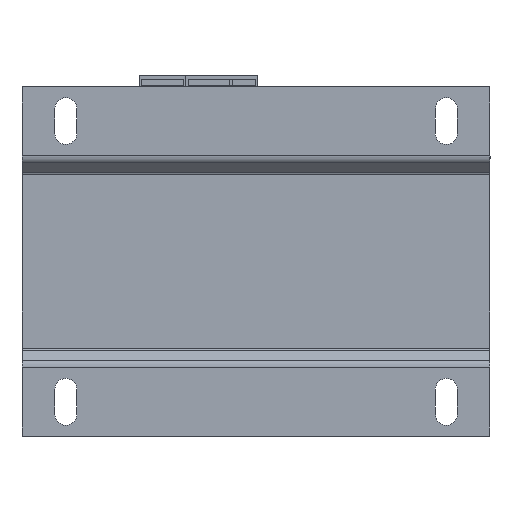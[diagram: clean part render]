
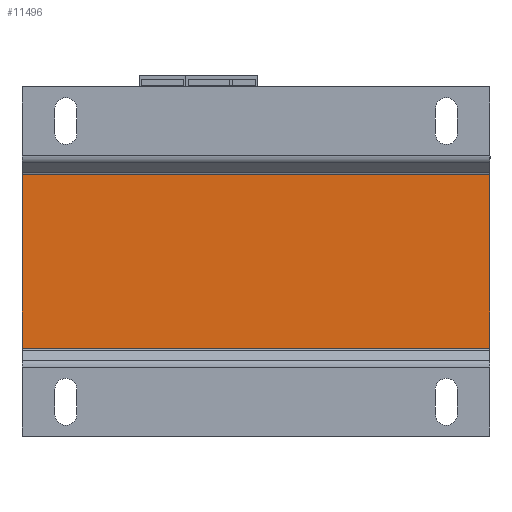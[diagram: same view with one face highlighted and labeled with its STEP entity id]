
A CAD part, front view. The second image highlights one B-rep face of the part: STEP entity #11496.
In plain terms, the highlighted planar face has unit normal (0, -1, 0).
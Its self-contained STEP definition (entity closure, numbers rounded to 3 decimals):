
#1644 = DIRECTION ( 'NONE',  ( -1., 0., 0. ) ) ;
#2310 = LINE ( 'NONE', #16311, #5867 ) ;
#2659 = CARTESIAN_POINT ( 'NONE',  ( 0., -64.5, 27.757 ) ) ;
#2774 = VECTOR ( 'NONE', #6330, 1000. ) ;
#2798 = VERTEX_POINT ( 'NONE', #17756 ) ;
#3376 = VERTEX_POINT ( 'NONE', #15064 ) ;
#3573 = ORIENTED_EDGE ( 'NONE', *, *, #12749, .F. ) ;
#3590 = LINE ( 'NONE', #2659, #7385 ) ;
#3599 = EDGE_LOOP ( 'NONE', ( #14509, #16490, #17531, #3573 ) ) ;
#5569 = DIRECTION ( 'NONE',  ( 1., 0., 0. ) ) ;
#5867 = VECTOR ( 'NONE', #6407, 1000. ) ;
#6293 = VERTEX_POINT ( 'NONE', #8772 ) ;
#6330 = DIRECTION ( 'NONE',  ( 0., 0., -1. ) ) ;
#6407 = DIRECTION ( 'NONE',  ( 0., 0., 1. ) ) ;
#6588 = EDGE_CURVE ( 'NONE', #6293, #7663, #2310, .T. ) ;
#7188 = CARTESIAN_POINT ( 'NONE',  ( -75., -64.5, 27.757 ) ) ;
#7385 = VECTOR ( 'NONE', #5569, 1000. ) ;
#7663 = VERTEX_POINT ( 'NONE', #7188 ) ;
#7737 = FACE_OUTER_BOUND ( 'NONE', #3599, .T. ) ;
#7807 = CARTESIAN_POINT ( 'NONE',  ( 75., -64.5, -56. ) ) ;
#7983 = LINE ( 'NONE', #8424, #14235 ) ;
#8424 = CARTESIAN_POINT ( 'NONE',  ( 0., -64.5, -27.757 ) ) ;
#8552 = PLANE ( 'NONE',  #12674 ) ;
#8772 = CARTESIAN_POINT ( 'NONE',  ( -75., -64.5, -27.757 ) ) ;
#9129 = EDGE_CURVE ( 'NONE', #6293, #3376, #7983, .T. ) ;
#11496 = ADVANCED_FACE ( 'NONE', ( #7737 ), #8552, .F. ) ;
#12674 = AXIS2_PLACEMENT_3D ( 'NONE', #12837, #15734, #1644 ) ;
#12749 = EDGE_CURVE ( 'NONE', #2798, #3376, #16381, .T. ) ;
#12837 = CARTESIAN_POINT ( 'NONE',  ( 0., -64.5, 0. ) ) ;
#14235 = VECTOR ( 'NONE', #18215, 1000. ) ;
#14509 = ORIENTED_EDGE ( 'NONE', *, *, #17193, .F. ) ;
#15064 = CARTESIAN_POINT ( 'NONE',  ( 75., -64.5, -27.757 ) ) ;
#15734 = DIRECTION ( 'NONE',  ( 0., 1., 0. ) ) ;
#16311 = CARTESIAN_POINT ( 'NONE',  ( -75., -64.5, -56. ) ) ;
#16381 = LINE ( 'NONE', #7807, #2774 ) ;
#16490 = ORIENTED_EDGE ( 'NONE', *, *, #6588, .F. ) ;
#17193 = EDGE_CURVE ( 'NONE', #7663, #2798, #3590, .T. ) ;
#17531 = ORIENTED_EDGE ( 'NONE', *, *, #9129, .T. ) ;
#17756 = CARTESIAN_POINT ( 'NONE',  ( 75., -64.5, 27.757 ) ) ;
#18215 = DIRECTION ( 'NONE',  ( 1., 0., 0. ) ) ;
